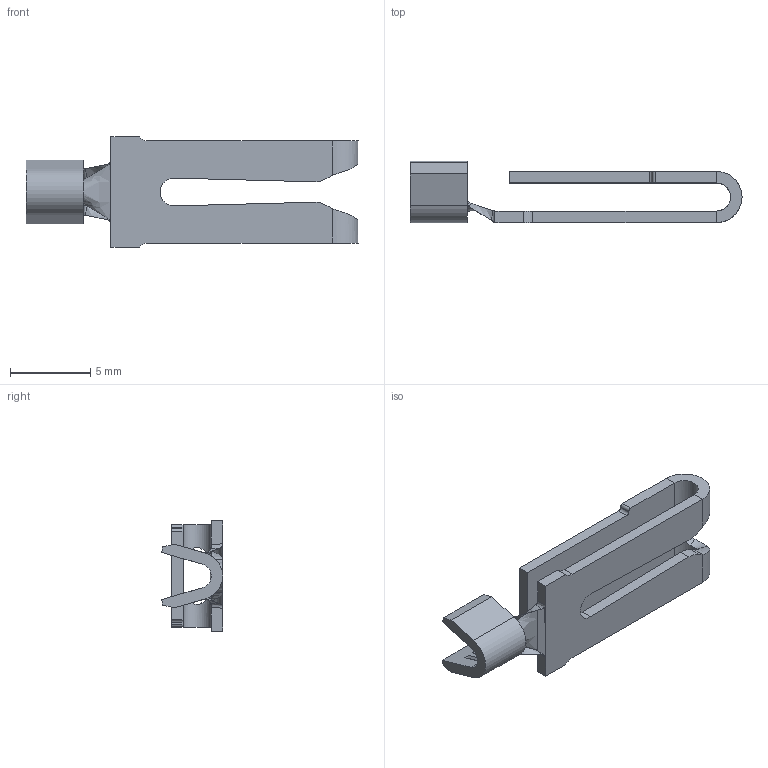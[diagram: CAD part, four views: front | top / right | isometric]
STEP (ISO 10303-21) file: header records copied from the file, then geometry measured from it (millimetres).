
FILE_DESCRIPTION (( 'STEP AP203' ), '1' );
FILE_NAME ('10166.STEP', '2015-02-05T12:41:18', ( '' ), ( '' ), 'SwSTEP 2.0', 'SolidWorks 2014', '' );
FILE_SCHEMA (( 'CONFIG_CONTROL_DESIGN' ));
Length unit declared in the file: inch
Products named in the file (1): 10166
Bounding box: 20.65 x 3.81 x 6.86 mm (x, y, z)
Volume: 125.7 mm3; surface area: 462.7 mm2
Topology: 1 solids, 1 shells, 129 faces, 333 edges, 206 vertices
Faces by surface type: plane 84, cylinder 25, bspline 14, cone 6
Entity records: 4323 total; most frequent: CARTESIAN_POINT 1208, ORIENTED_EDGE 666, DIRECTION 571, EDGE_CURVE 333, VECTOR 247, LINE 247, VERTEX_POINT 206, AXIS2_PLACEMENT_3D 162
